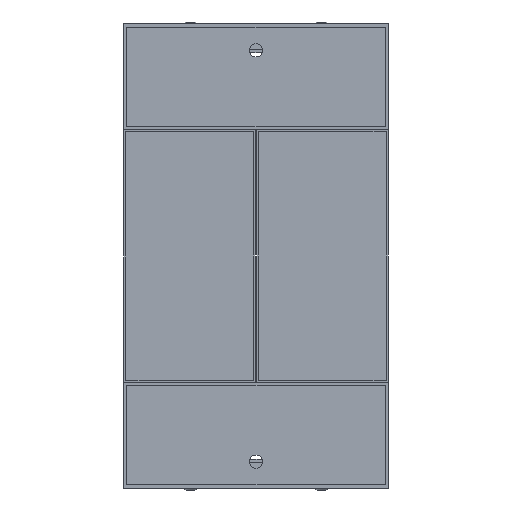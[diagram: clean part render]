
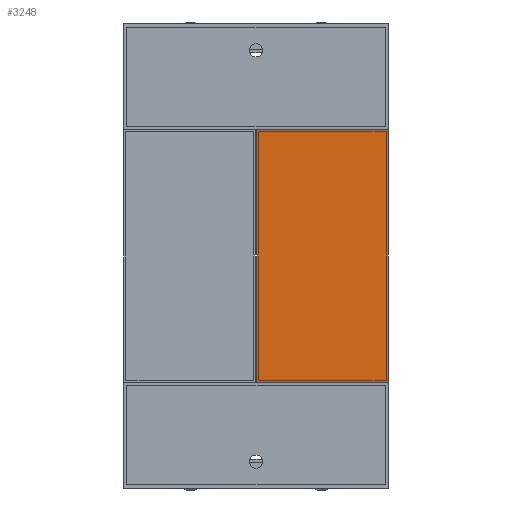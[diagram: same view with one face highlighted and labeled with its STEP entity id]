
A CAD part, left-side view. The second image highlights one B-rep face of the part: STEP entity #3248.
In plain terms, the highlighted face is planar.
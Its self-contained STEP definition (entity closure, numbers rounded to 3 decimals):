
#2 = EDGE_LOOP ( 'NONE', ( #4141, #4503, #3379, #6820 ) ) ;
#98 = VECTOR ( 'NONE', #4728, 1000. ) ;
#138 = EDGE_CURVE ( 'NONE', #6045, #1790, #4914, .T. ) ;
#763 = LINE ( 'NONE', #2981, #6215 ) ;
#918 = CARTESIAN_POINT ( 'NONE',  ( 0., 0., -0.75 ) ) ;
#938 = CARTESIAN_POINT ( 'NONE',  ( -95., 49.5, -0.75 ) ) ;
#1270 = CARTESIAN_POINT ( 'NONE',  ( -95., 49.5, -0.75 ) ) ;
#1351 = DIRECTION ( 'NONE',  ( 1., 0., 0. ) ) ;
#1384 = LINE ( 'NONE', #2457, #5901 ) ;
#1790 = VERTEX_POINT ( 'NONE', #1270 ) ;
#2000 = DIRECTION ( 'NONE',  ( -1., 0., 0. ) ) ;
#2262 = CARTESIAN_POINT ( 'NONE',  ( -95., -49.5, -0.75 ) ) ;
#2457 = CARTESIAN_POINT ( 'NONE',  ( 95., -49.5, -0.75 ) ) ;
#2967 = LINE ( 'NONE', #938, #98 ) ;
#2981 = CARTESIAN_POINT ( 'NONE',  ( -95., -49.5, -0.75 ) ) ;
#3133 = EDGE_CURVE ( 'NONE', #6904, #4315, #1384, .T. ) ;
#3248 = ADVANCED_FACE ( 'NONE', ( #6162 ), #4138, .T. ) ;
#3282 = CARTESIAN_POINT ( 'NONE',  ( -95., -49.5, -0.75 ) ) ;
#3299 = AXIS2_PLACEMENT_3D ( 'NONE', #918, #5265, #2000 ) ;
#3379 = ORIENTED_EDGE ( 'NONE', *, *, #3133, .F. ) ;
#3444 = VECTOR ( 'NONE', #4767, 1000. ) ;
#3491 = CARTESIAN_POINT ( 'NONE',  ( 95., 49.5, -0.75 ) ) ;
#3496 = CARTESIAN_POINT ( 'NONE',  ( 95., -49.5, -0.75 ) ) ;
#4138 = PLANE ( 'NONE',  #3299 ) ;
#4141 = ORIENTED_EDGE ( 'NONE', *, *, #138, .T. ) ;
#4315 = VERTEX_POINT ( 'NONE', #3491 ) ;
#4503 = ORIENTED_EDGE ( 'NONE', *, *, #4853, .T. ) ;
#4728 = DIRECTION ( 'NONE',  ( 1., 0., 0. ) ) ;
#4767 = DIRECTION ( 'NONE',  ( 0., 1., 0. ) ) ;
#4853 = EDGE_CURVE ( 'NONE', #1790, #4315, #2967, .T. ) ;
#4914 = LINE ( 'NONE', #2262, #3444 ) ;
#5224 = EDGE_CURVE ( 'NONE', #6045, #6904, #763, .T. ) ;
#5265 = DIRECTION ( 'NONE',  ( 0., 0., -1. ) ) ;
#5901 = VECTOR ( 'NONE', #6275, 1000. ) ;
#6045 = VERTEX_POINT ( 'NONE', #3282 ) ;
#6162 = FACE_OUTER_BOUND ( 'NONE', #2, .T. ) ;
#6215 = VECTOR ( 'NONE', #1351, 1000. ) ;
#6275 = DIRECTION ( 'NONE',  ( 0., 1., 0. ) ) ;
#6820 = ORIENTED_EDGE ( 'NONE', *, *, #5224, .F. ) ;
#6904 = VERTEX_POINT ( 'NONE', #3496 ) ;
